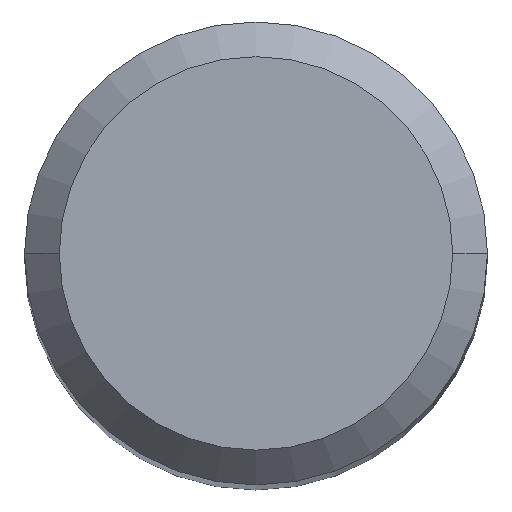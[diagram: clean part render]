
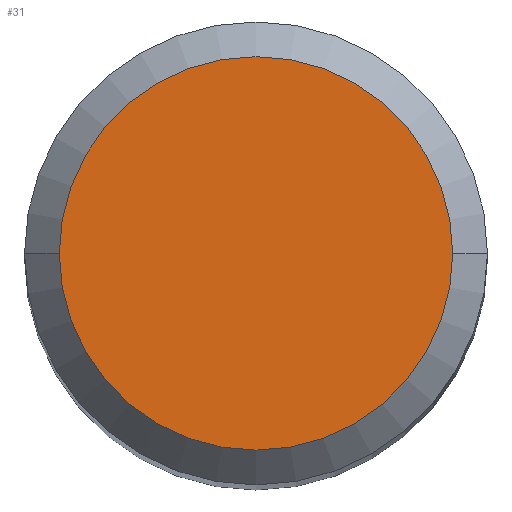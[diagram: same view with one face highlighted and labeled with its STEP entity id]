
A CAD part, top view. The second image highlights one B-rep face of the part: STEP entity #31.
In plain terms, the highlighted planar face has unit normal (0, 0, 1).
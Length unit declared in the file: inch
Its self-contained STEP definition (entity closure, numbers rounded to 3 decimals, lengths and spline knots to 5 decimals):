
#4 = DIRECTION ( 'NONE',  ( 0., 0., 1. ) ) ;
#31 = ADVANCED_FACE ( 'NONE', ( #372 ), #455, .F. ) ;
#38 = CARTESIAN_POINT ( 'NONE',  ( 0., 0., 0. ) ) ;
#51 = DIRECTION ( 'NONE',  ( -1., 0., 0. ) ) ;
#128 = CIRCLE ( 'NONE', #324, 0.16732 ) ;
#135 = CARTESIAN_POINT ( 'NONE',  ( 0., 0., 0. ) ) ;
#142 = CARTESIAN_POINT ( 'NONE',  ( 0.16732, 0., 0. ) ) ;
#167 = CARTESIAN_POINT ( 'NONE',  ( 0., 0., 0. ) ) ;
#184 = EDGE_CURVE ( 'NONE', #338, #449, #128, .T. ) ;
#191 = CIRCLE ( 'NONE', #444, 0.16732 ) ;
#196 = EDGE_CURVE ( 'NONE', #449, #338, #191, .T. ) ;
#226 = DIRECTION ( 'NONE',  ( 1., 0., 0. ) ) ;
#246 = DIRECTION ( 'NONE',  ( 0., 0., -1. ) ) ;
#254 = ORIENTED_EDGE ( 'NONE', *, *, #196, .T. ) ;
#311 = DIRECTION ( 'NONE',  ( 0., 0., 1. ) ) ;
#324 = AXIS2_PLACEMENT_3D ( 'NONE', #167, #311, #226 ) ;
#338 = VERTEX_POINT ( 'NONE', #360 ) ;
#360 = CARTESIAN_POINT ( 'NONE',  ( -0.16732, 0., 0. ) ) ;
#372 = FACE_OUTER_BOUND ( 'NONE', #432, .T. ) ;
#373 = AXIS2_PLACEMENT_3D ( 'NONE', #135, #246, #51 ) ;
#389 = DIRECTION ( 'NONE',  ( 1., 0., 0. ) ) ;
#432 = EDGE_LOOP ( 'NONE', ( #443, #254 ) ) ;
#443 = ORIENTED_EDGE ( 'NONE', *, *, #184, .T. ) ;
#444 = AXIS2_PLACEMENT_3D ( 'NONE', #38, #4, #389 ) ;
#449 = VERTEX_POINT ( 'NONE', #142 ) ;
#455 = PLANE ( 'NONE',  #373 ) ;
